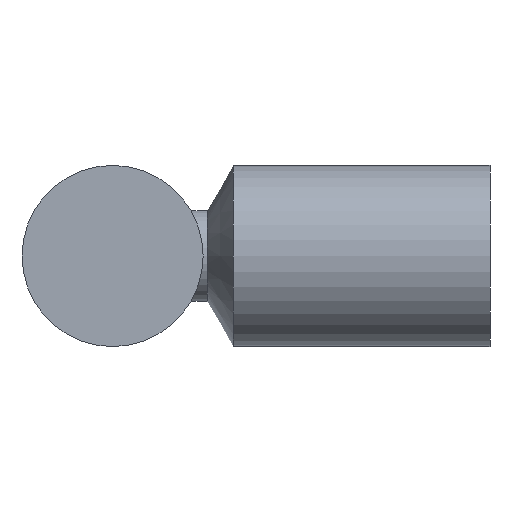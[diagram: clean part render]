
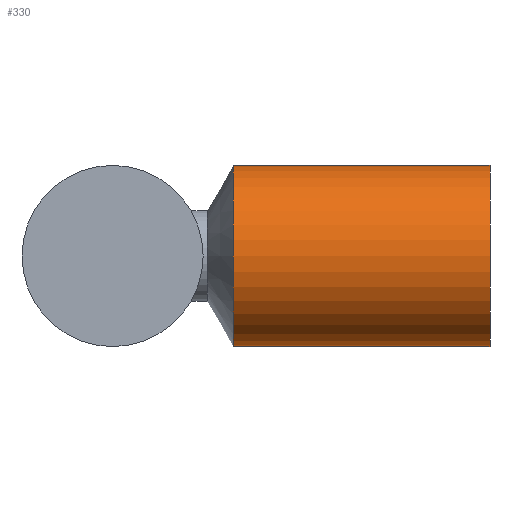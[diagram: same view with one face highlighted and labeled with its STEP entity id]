
A CAD part, left-side view. The second image highlights one B-rep face of the part: STEP entity #330.
In plain terms, the highlighted cylindrical face has radius 6 mm (diameter 12 mm), a full revolution.
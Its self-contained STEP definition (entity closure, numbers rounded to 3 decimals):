
#21=LINE('',#635,#37);
#37=VECTOR('',#466,6.);
#65=FACE_OUTER_BOUND('',#88,.T.);
#88=EDGE_LOOP('',(#242,#243,#244,#245));
#109=CIRCLE('',#387,6.);
#110=CIRCLE('',#389,6.);
#152=VERTEX_POINT('',#629);
#153=VERTEX_POINT('',#633);
#184=EDGE_CURVE('',#152,#152,#109,.T.);
#186=EDGE_CURVE('',#153,#153,#110,.T.);
#187=EDGE_CURVE('',#153,#152,#21,.T.);
#242=ORIENTED_EDGE('',*,*,#186,.F.);
#243=ORIENTED_EDGE('',*,*,#187,.T.);
#244=ORIENTED_EDGE('',*,*,#184,.T.);
#245=ORIENTED_EDGE('',*,*,#187,.F.);
#316=CYLINDRICAL_SURFACE('',#388,6.);
#330=ADVANCED_FACE('',(#65),#316,.T.);
#387=AXIS2_PLACEMENT_3D('',#630,#459,#460);
#388=AXIS2_PLACEMENT_3D('',#632,#462,#463);
#389=AXIS2_PLACEMENT_3D('',#634,#464,#465);
#459=DIRECTION('center_axis',(0.,-1.,0.));
#460=DIRECTION('ref_axis',(1.,0.,0.));
#462=DIRECTION('center_axis',(0.,-1.,0.));
#463=DIRECTION('ref_axis',(-1.,0.,0.));
#464=DIRECTION('center_axis',(0.,-1.,0.));
#465=DIRECTION('ref_axis',(1.,0.,0.));
#466=DIRECTION('',(0.,1.,0.));
#629=CARTESIAN_POINT('',(11.275,-8.,0.));
#630=CARTESIAN_POINT('Origin',(5.275,-8.,0.));
#632=CARTESIAN_POINT('Origin',(5.275,-16.5,0.));
#633=CARTESIAN_POINT('',(11.275,-25.,0.));
#634=CARTESIAN_POINT('Origin',(5.275,-25.,0.));
#635=CARTESIAN_POINT('',(11.275,-16.5,0.));
